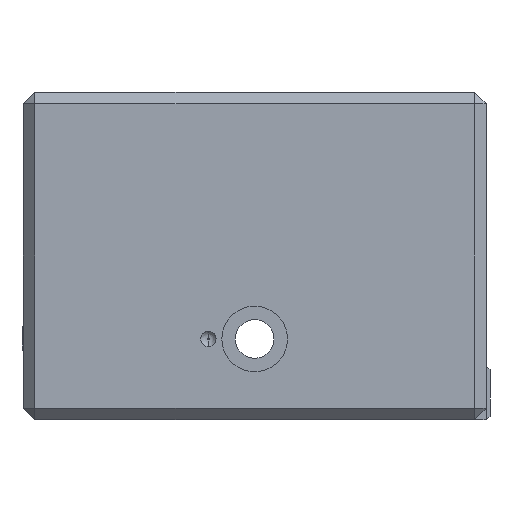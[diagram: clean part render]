
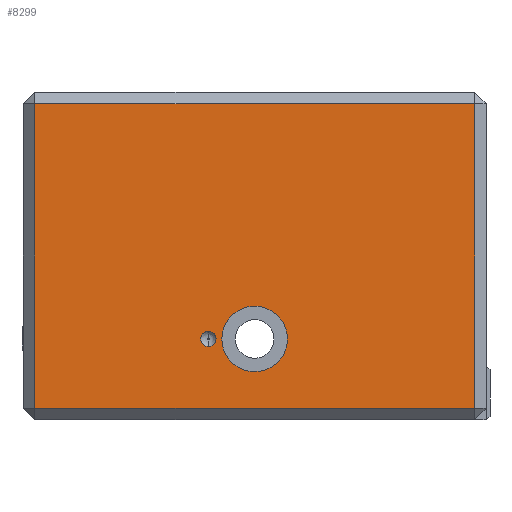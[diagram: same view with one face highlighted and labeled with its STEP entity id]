
A CAD part, left-side view. The second image highlights one B-rep face of the part: STEP entity #8299.
In plain terms, the highlighted planar face has unit normal (-1, 0, 0).
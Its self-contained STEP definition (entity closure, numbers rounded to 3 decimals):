
#65 = DIRECTION ( 'NONE',  ( 0., 0., 1. ) ) ;
#256 = AXIS2_PLACEMENT_3D ( 'NONE', #12982, #5987, #4155 ) ;
#566 = CIRCLE ( 'NONE', #4571, 1. ) ;
#928 = EDGE_CURVE ( 'NONE', #5792, #8846, #8432, .T. ) ;
#1010 = CARTESIAN_POINT ( 'NONE',  ( 0., 58.5, -41. ) ) ;
#1227 = CARTESIAN_POINT ( 'NONE',  ( 0., 30., -32. ) ) ;
#1259 = CARTESIAN_POINT ( 'NONE',  ( 0., 30., -32. ) ) ;
#1340 = FACE_BOUND ( 'NONE', #4992, .T. ) ;
#1532 = PLANE ( 'NONE',  #256 ) ;
#1630 = DIRECTION ( 'NONE',  ( 0., 0., -1. ) ) ;
#3130 = VERTEX_POINT ( 'NONE', #18326 ) ;
#3440 = DIRECTION ( 'NONE',  ( 0., 0., 1. ) ) ;
#3779 = LINE ( 'NONE', #9706, #8225 ) ;
#3914 = CIRCLE ( 'NONE', #14736, 4.25 ) ;
#3921 = CARTESIAN_POINT ( 'NONE',  ( 0., 58.5, -1.5 ) ) ;
#4155 = DIRECTION ( 'NONE',  ( 0., 0., -1. ) ) ;
#4326 = DIRECTION ( 'NONE',  ( -1., 0., 0. ) ) ;
#4404 = DIRECTION ( 'NONE',  ( -1., 0., 0. ) ) ;
#4509 = EDGE_LOOP ( 'NONE', ( #15390, #11917 ) ) ;
#4571 = AXIS2_PLACEMENT_3D ( 'NONE', #17684, #4326, #65 ) ;
#4992 = EDGE_LOOP ( 'NONE', ( #5236, #15749 ) ) ;
#5236 = ORIENTED_EDGE ( 'NONE', *, *, #8767, .F. ) ;
#5343 = EDGE_LOOP ( 'NONE', ( #7346, #11697, #14600, #14857 ) ) ;
#5345 = CARTESIAN_POINT ( 'NONE',  ( 0., 58.5, 0. ) ) ;
#5792 = VERTEX_POINT ( 'NONE', #17681 ) ;
#5987 = DIRECTION ( 'NONE',  ( 1., 0., 0. ) ) ;
#6325 = VECTOR ( 'NONE', #10987, 1000. ) ;
#6821 = VERTEX_POINT ( 'NONE', #8064 ) ;
#6889 = DIRECTION ( 'NONE',  ( 0., 0., -1. ) ) ;
#7131 = DIRECTION ( 'NONE',  ( 0., 0., -1. ) ) ;
#7346 = ORIENTED_EDGE ( 'NONE', *, *, #16752, .T. ) ;
#8064 = CARTESIAN_POINT ( 'NONE',  ( 0., 1.5, -41. ) ) ;
#8225 = VECTOR ( 'NONE', #15591, 1000. ) ;
#8299 = ADVANCED_FACE ( 'NONE', ( #1340, #14602, #11817 ), #1532, .F. ) ;
#8432 = LINE ( 'NONE', #10090, #8738 ) ;
#8704 = CARTESIAN_POINT ( 'NONE',  ( 0., 36., -31. ) ) ;
#8723 = EDGE_CURVE ( 'NONE', #15410, #13399, #12363, .T. ) ;
#8738 = VECTOR ( 'NONE', #11553, 1000. ) ;
#8767 = EDGE_CURVE ( 'NONE', #3130, #12049, #9878, .T. ) ;
#8846 = VERTEX_POINT ( 'NONE', #3921 ) ;
#9706 = CARTESIAN_POINT ( 'NONE',  ( 0., 1.5, 0. ) ) ;
#9878 = CIRCLE ( 'NONE', #17282, 1. ) ;
#10090 = CARTESIAN_POINT ( 'NONE',  ( 0., 60., -1.5 ) ) ;
#10987 = DIRECTION ( 'NONE',  ( 0., -1., 0. ) ) ;
#11278 = LINE ( 'NONE', #5345, #15288 ) ;
#11553 = DIRECTION ( 'NONE',  ( 0., 1., 0. ) ) ;
#11697 = ORIENTED_EDGE ( 'NONE', *, *, #928, .T. ) ;
#11817 = FACE_BOUND ( 'NONE', #4509, .T. ) ;
#11917 = ORIENTED_EDGE ( 'NONE', *, *, #8723, .F. ) ;
#12049 = VERTEX_POINT ( 'NONE', #8704 ) ;
#12282 = CARTESIAN_POINT ( 'NONE',  ( 0., 36., -32. ) ) ;
#12363 = CIRCLE ( 'NONE', #15415, 4.25 ) ;
#12893 = VERTEX_POINT ( 'NONE', #1010 ) ;
#12982 = CARTESIAN_POINT ( 'NONE',  ( 0., 60., 0. ) ) ;
#13262 = DIRECTION ( 'NONE',  ( -1., 0., 0. ) ) ;
#13399 = VERTEX_POINT ( 'NONE', #17434 ) ;
#13705 = DIRECTION ( 'NONE',  ( -1., 0., 0. ) ) ;
#14322 = EDGE_CURVE ( 'NONE', #12893, #6821, #18318, .T. ) ;
#14358 = EDGE_CURVE ( 'NONE', #8846, #12893, #11278, .T. ) ;
#14600 = ORIENTED_EDGE ( 'NONE', *, *, #14358, .T. ) ;
#14602 = FACE_OUTER_BOUND ( 'NONE', #5343, .T. ) ;
#14736 = AXIS2_PLACEMENT_3D ( 'NONE', #1259, #13262, #1630 ) ;
#14857 = ORIENTED_EDGE ( 'NONE', *, *, #14322, .T. ) ;
#15288 = VECTOR ( 'NONE', #6889, 1000. ) ;
#15390 = ORIENTED_EDGE ( 'NONE', *, *, #17825, .F. ) ;
#15410 = VERTEX_POINT ( 'NONE', #18543 ) ;
#15415 = AXIS2_PLACEMENT_3D ( 'NONE', #1227, #4404, #7131 ) ;
#15504 = CARTESIAN_POINT ( 'NONE',  ( 0., 60., -41. ) ) ;
#15591 = DIRECTION ( 'NONE',  ( 0., 0., 1. ) ) ;
#15749 = ORIENTED_EDGE ( 'NONE', *, *, #19019, .F. ) ;
#16752 = EDGE_CURVE ( 'NONE', #6821, #5792, #3779, .T. ) ;
#17282 = AXIS2_PLACEMENT_3D ( 'NONE', #12282, #13705, #3440 ) ;
#17434 = CARTESIAN_POINT ( 'NONE',  ( 0., 30., -36.25 ) ) ;
#17681 = CARTESIAN_POINT ( 'NONE',  ( 0., 1.5, -1.5 ) ) ;
#17684 = CARTESIAN_POINT ( 'NONE',  ( 0., 36., -32. ) ) ;
#17825 = EDGE_CURVE ( 'NONE', #13399, #15410, #3914, .T. ) ;
#18318 = LINE ( 'NONE', #15504, #6325 ) ;
#18326 = CARTESIAN_POINT ( 'NONE',  ( 0., 36., -33. ) ) ;
#18543 = CARTESIAN_POINT ( 'NONE',  ( 0., 30., -27.75 ) ) ;
#19019 = EDGE_CURVE ( 'NONE', #12049, #3130, #566, .T. ) ;
